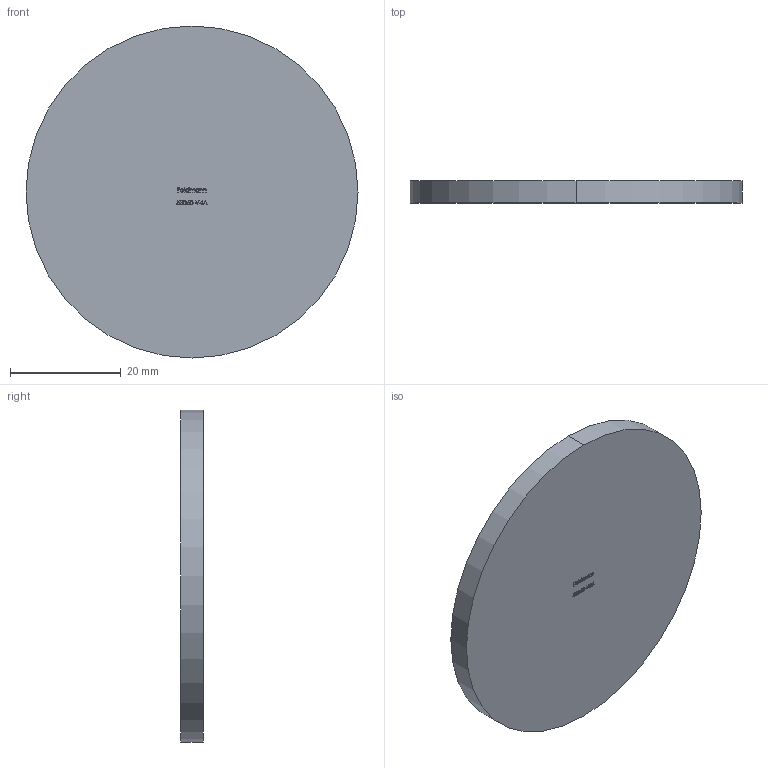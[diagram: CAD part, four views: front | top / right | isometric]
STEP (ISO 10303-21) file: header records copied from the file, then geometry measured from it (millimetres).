
FILE_DESCRIPTION (( 'STEP AP203' ), '1' );
FILE_NAME ('53060-V4A.step', '2020-10-16T11:31:58', ( '' ), ( '' ), 'SwSTEP 2.0', 'SolidWorks 2018', '' );
FILE_SCHEMA (( 'CONFIG_CONTROL_DESIGN' ));
Length unit declared in the file: millimetre
Products named in the file (2): 53060-V4A
Bounding box: 60 x 4 x 60 mm (x, y, z)
Volume: 11309.5 mm3; surface area: 6414.7 mm2
Topology: 1 solids, 1 shells, 227 faces, 600 edges, 400 vertices
Faces by surface type: plane 128, bspline 97, cylinder 2
Entity records: 12435 total; most frequent: CARTESIAN_POINT 7310, ORIENTED_EDGE 1200, DIRECTION 674, EDGE_CURVE 600, VECTOR 402, LINE 402, VERTEX_POINT 400, EDGE_LOOP 252
